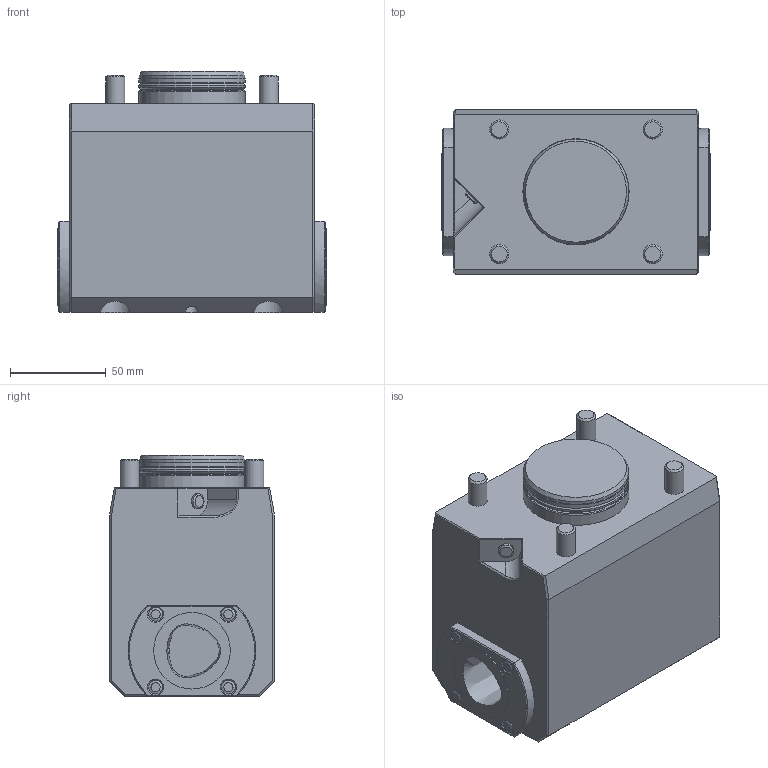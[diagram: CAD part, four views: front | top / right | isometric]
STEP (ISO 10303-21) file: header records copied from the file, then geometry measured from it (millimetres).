
FILE_DESCRIPTION(/* description */ (''),/* implementation_level */ '2;1');
FILE_NAME(/* name */ '1616492860918.stp',/* time_stamp */ '2021-03-23T10:47:46+01:00',/* author */ (''),/* organization */ ('SMS'),/* preprocessor_version */ 'ST-DEVELOPER v16.7',/* originating_system */ 'SIEMENS PLM Software NX 12.0',/* authorisation */ '');
FILE_SCHEMA (('AUTOMOTIVE_DESIGN { 1 0 10303 214 3 1 1 1 }'));
Length unit declared in the file: millimetre
Products named in the file (1): 203442707mod000_00
Bounding box: 139.91 x 86 x 126 mm (x, y, z)
Volume: 1216208.7 mm3; surface area: 87897.1 mm2
Topology: 1 solids, 1 shells, 159 faces, 368 edges, 235 vertices
Faces by surface type: plane 80, cylinder 38, cone 28, sphere 8, bspline 3, torus 2
Full cylindrical faces by diameter (mm): 2.5 x2, 6.9 x2, 7.2 x8, 8 x1, 10 x4, 16 x4, 17 x4, 40 x2, 50 x2, 55 x1, 55.3 x1, 55.4 x2
Entity records: 4404 total; most frequent: CARTESIAN_POINT 1144, DIRECTION 689, ORIENTED_EDGE 542, AXIS2_PLACEMENT_3D 285, EDGE_CURVE 271, EDGE_LOOP 248, VERTEX_POINT 203, FACE_BOUND 172
